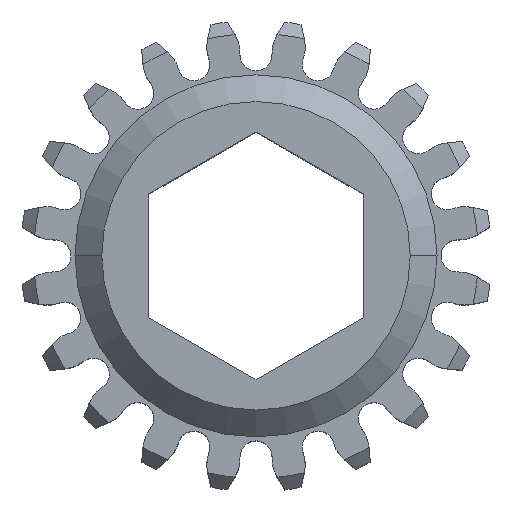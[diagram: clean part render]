
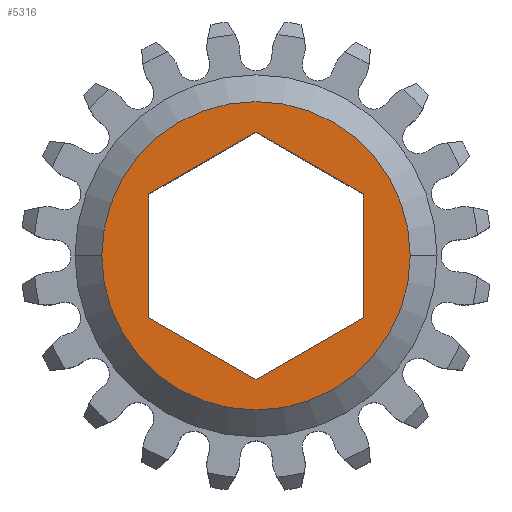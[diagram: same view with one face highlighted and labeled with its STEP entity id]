
A CAD part, top view. The second image highlights one B-rep face of the part: STEP entity #5316.
In plain terms, the highlighted planar face has unit normal (0, 0, 1).
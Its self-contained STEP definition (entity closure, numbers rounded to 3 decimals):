
#91 = ORIENTED_EDGE ( 'NONE', *, *, #8301, .F. ) ;
#226 = EDGE_CURVE ( 'NONE', #3839, #2267, #1839, .T. ) ;
#295 = CARTESIAN_POINT ( 'NONE',  ( 6.35, -3.666, 6.35 ) ) ;
#707 = CARTESIAN_POINT ( 'NONE',  ( -3.175, 5.499, 6.35 ) ) ;
#858 = EDGE_CURVE ( 'NONE', #7098, #5007, #9152, .T. ) ;
#861 = PLANE ( 'NONE',  #5832 ) ;
#872 = EDGE_LOOP ( 'NONE', ( #91, #1595, #7302, #8777, #2223, #5374 ) ) ;
#884 = EDGE_CURVE ( 'NONE', #3559, #7098, #2593, .T. ) ;
#1437 = CARTESIAN_POINT ( 'NONE',  ( 0., 0., 6.35 ) ) ;
#1549 = CARTESIAN_POINT ( 'NONE',  ( 6.35, 0., 6.35 ) ) ;
#1590 = VECTOR ( 'NONE', #2513, 1000. ) ;
#1595 = ORIENTED_EDGE ( 'NONE', *, *, #2181, .F. ) ;
#1839 = CIRCLE ( 'NONE', #4050, 9.144 ) ;
#2108 = EDGE_CURVE ( 'NONE', #2267, #3839, #9737, .T. ) ;
#2181 = EDGE_CURVE ( 'NONE', #7398, #3964, #8586, .T. ) ;
#2223 = ORIENTED_EDGE ( 'NONE', *, *, #858, .F. ) ;
#2267 = VERTEX_POINT ( 'NONE', #6897 ) ;
#2321 = VECTOR ( 'NONE', #9123, 1000. ) ;
#2363 = VECTOR ( 'NONE', #6463, 1000. ) ;
#2387 = DIRECTION ( 'NONE',  ( 0., 1., 0. ) ) ;
#2390 = DIRECTION ( 'NONE',  ( 1., 0., 0. ) ) ;
#2461 = LINE ( 'NONE', #6454, #1590 ) ;
#2513 = DIRECTION ( 'NONE',  ( -0.866, 0.5, 0. ) ) ;
#2593 = LINE ( 'NONE', #4951, #5469 ) ;
#3127 = CARTESIAN_POINT ( 'NONE',  ( 0., 0., 6.35 ) ) ;
#3559 = VERTEX_POINT ( 'NONE', #8304 ) ;
#3839 = VERTEX_POINT ( 'NONE', #7356 ) ;
#3964 = VERTEX_POINT ( 'NONE', #4186 ) ;
#4050 = AXIS2_PLACEMENT_3D ( 'NONE', #5279, #4496, #4597 ) ;
#4186 = CARTESIAN_POINT ( 'NONE',  ( -6.35, -3.666, 6.35 ) ) ;
#4445 = DIRECTION ( 'NONE',  ( 0., 0., -1. ) ) ;
#4496 = DIRECTION ( 'NONE',  ( 0., 0., -1. ) ) ;
#4597 = DIRECTION ( 'NONE',  ( -1., 0., 0. ) ) ;
#4617 = ORIENTED_EDGE ( 'NONE', *, *, #226, .F. ) ;
#4951 = CARTESIAN_POINT ( 'NONE',  ( 3.175, -5.499, 6.35 ) ) ;
#5007 = VERTEX_POINT ( 'NONE', #6993 ) ;
#5279 = CARTESIAN_POINT ( 'NONE',  ( 0., 0., 6.35 ) ) ;
#5316 = ADVANCED_FACE ( 'NONE', ( #8368, #7622 ), #861, .T. ) ;
#5374 = ORIENTED_EDGE ( 'NONE', *, *, #884, .F. ) ;
#5469 = VECTOR ( 'NONE', #7966, 1000. ) ;
#5475 = AXIS2_PLACEMENT_3D ( 'NONE', #1437, #4445, #5917 ) ;
#5832 = AXIS2_PLACEMENT_3D ( 'NONE', #3127, #6139, #2390 ) ;
#5917 = DIRECTION ( 'NONE',  ( -1., 0., 0. ) ) ;
#6123 = DIRECTION ( 'NONE',  ( -0.866, -0.5, 0. ) ) ;
#6139 = DIRECTION ( 'NONE',  ( 0., 0., 1. ) ) ;
#6454 = CARTESIAN_POINT ( 'NONE',  ( 3.175, 5.499, 6.35 ) ) ;
#6463 = DIRECTION ( 'NONE',  ( 0.866, -0.5, 0. ) ) ;
#6591 = ORIENTED_EDGE ( 'NONE', *, *, #2108, .F. ) ;
#6659 = VECTOR ( 'NONE', #6123, 1000. ) ;
#6897 = CARTESIAN_POINT ( 'NONE',  ( -9.144, 0., 6.35 ) ) ;
#6993 = CARTESIAN_POINT ( 'NONE',  ( 6.35, 3.666, 6.35 ) ) ;
#7075 = EDGE_CURVE ( 'NONE', #5007, #8254, #2461, .T. ) ;
#7098 = VERTEX_POINT ( 'NONE', #295 ) ;
#7109 = CARTESIAN_POINT ( 'NONE',  ( -3.175, -5.499, 6.35 ) ) ;
#7204 = LINE ( 'NONE', #7109, #2363 ) ;
#7302 = ORIENTED_EDGE ( 'NONE', *, *, #9732, .F. ) ;
#7356 = CARTESIAN_POINT ( 'NONE',  ( 9.144, 0., 6.35 ) ) ;
#7398 = VERTEX_POINT ( 'NONE', #7877 ) ;
#7622 = FACE_OUTER_BOUND ( 'NONE', #9099, .T. ) ;
#7754 = CARTESIAN_POINT ( 'NONE',  ( -6.35, 0., 6.35 ) ) ;
#7761 = CARTESIAN_POINT ( 'NONE',  ( 0., 7.332, 6.35 ) ) ;
#7877 = CARTESIAN_POINT ( 'NONE',  ( -6.35, 3.666, 6.35 ) ) ;
#7966 = DIRECTION ( 'NONE',  ( 0.866, 0.5, 0. ) ) ;
#8254 = VERTEX_POINT ( 'NONE', #7761 ) ;
#8301 = EDGE_CURVE ( 'NONE', #3964, #3559, #7204, .T. ) ;
#8304 = CARTESIAN_POINT ( 'NONE',  ( 0., -7.332, 6.35 ) ) ;
#8368 = FACE_BOUND ( 'NONE', #872, .T. ) ;
#8586 = LINE ( 'NONE', #7754, #2321 ) ;
#8777 = ORIENTED_EDGE ( 'NONE', *, *, #7075, .F. ) ;
#8934 = VECTOR ( 'NONE', #2387, 1000. ) ;
#9099 = EDGE_LOOP ( 'NONE', ( #6591, #4617 ) ) ;
#9123 = DIRECTION ( 'NONE',  ( 0., -1., 0. ) ) ;
#9135 = LINE ( 'NONE', #707, #6659 ) ;
#9152 = LINE ( 'NONE', #1549, #8934 ) ;
#9732 = EDGE_CURVE ( 'NONE', #8254, #7398, #9135, .T. ) ;
#9737 = CIRCLE ( 'NONE', #5475, 9.144 ) ;
